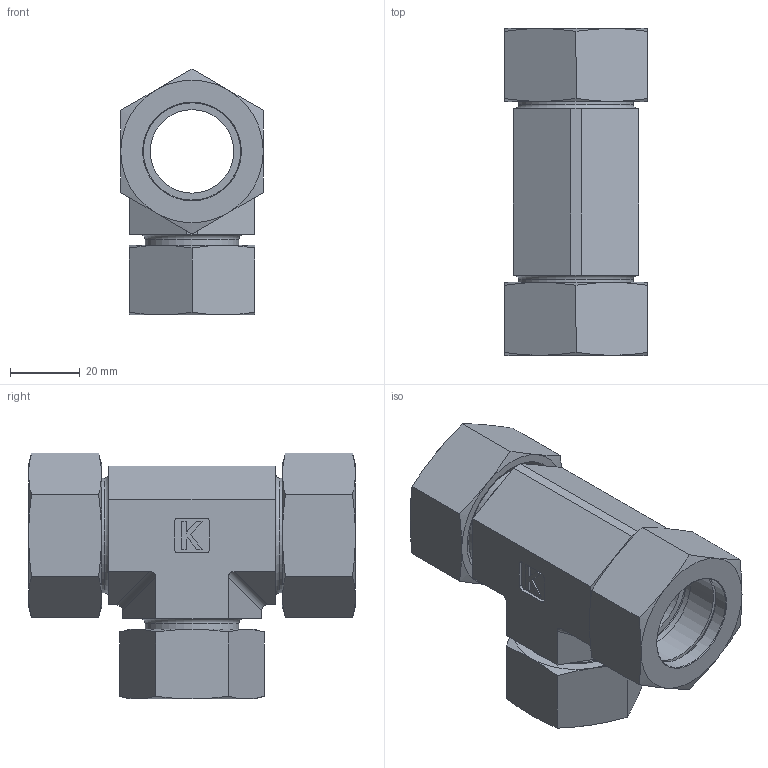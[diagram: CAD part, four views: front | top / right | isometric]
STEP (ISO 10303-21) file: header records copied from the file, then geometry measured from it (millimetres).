
FILE_DESCRIPTION((''),'2;1');
FILE_NAME('384282822.stp','2014-08-15T15:20:28',(''),('KNOMI spol. s r. o.'),'Autodesk Inventor 2012','Autodesk Inventor 2012','');
FILE_SCHEMA(('AUTOMOTIVE_DESIGN { 1 2 10303 214 0 1 1 1 }'));
Length unit declared in the file: millimetre
Products named in the file (6): TS2K 28/28/22L M36x2/M36x2/M30x2; 374 282822; 40128; 3912836; 40122; 3912230
Assembly tree (7 placements, depth 2):
  TS2K 28/28/22L M36x2/M36x2/M30x2
    374 282822
    40128  x2
    3912836  x2
    40122
    3912230
Bounding box: 41 x 94 x 70.67 mm (x, y, z)
Volume: 94998.5 mm3; surface area: 44626.2 mm2
Topology: 7 solids, 7 shells, 185 faces, 434 edges, 279 vertices
Faces by surface type: plane 74, cone 66, cylinder 36, torus 9
Full cylindrical faces by diameter (mm): 19 x1, 22 x3, 24 x1, 24.3 x1, 27 x2, 27.835 x1, 28 x6, 30 x1, 30.3 x2, 33 x4, 33.835 x2, 36 x2
Entity records: 4302 total; most frequent: CARTESIAN_POINT 803, DIRECTION 680, ORIENTED_EDGE 566, EDGE_CURVE 283, AXIS2_PLACEMENT_3D 276, EDGE_LOOP 222, VERTEX_POINT 203, STYLED_ITEM 163
